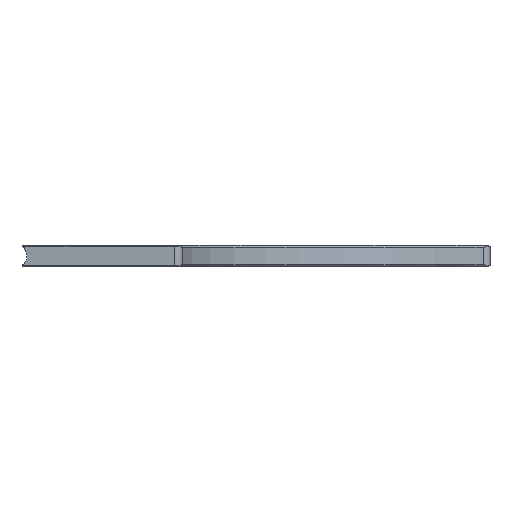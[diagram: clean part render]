
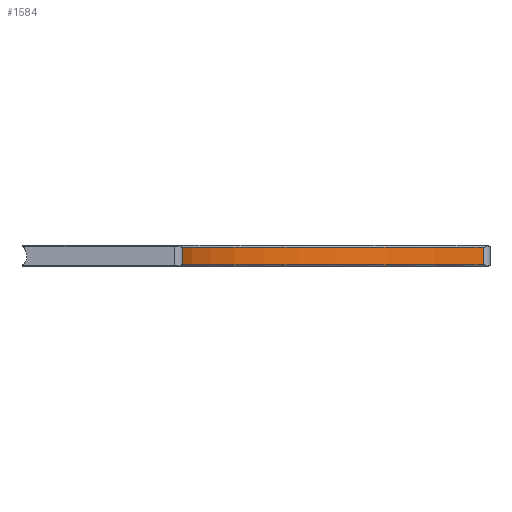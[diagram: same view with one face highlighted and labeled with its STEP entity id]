
A CAD part, left-side view. The second image highlights one B-rep face of the part: STEP entity #1584.
In plain terms, the highlighted cylindrical face has radius 139.827 mm (diameter 279.654 mm), a partial arc.
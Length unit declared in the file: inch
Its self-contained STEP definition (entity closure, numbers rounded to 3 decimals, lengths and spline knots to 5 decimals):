
#138 = DIRECTION ( 'NONE',  ( 0., 0., 1. ) ) ;
#281 = LINE ( 'NONE', #769, #4431 ) ;
#769 = CARTESIAN_POINT ( 'NONE',  ( 5.50364, 0.12222, -0.3735 ) ) ;
#840 = AXIS2_PLACEMENT_3D ( 'NONE', #3968, #5940, #2130 ) ;
#1157 = EDGE_CURVE ( 'NONE', #7276, #7788, #3969, .T. ) ;
#1461 = EDGE_CURVE ( 'NONE', #1540, #1921, #4501, .T. ) ;
#1540 = VERTEX_POINT ( 'NONE', #7263 ) ;
#1584 = ADVANCED_FACE ( 'NONE', ( #4715 ), #3439, .F. ) ;
#1749 = AXIS2_PLACEMENT_3D ( 'NONE', #8054, #138, #4929 ) ;
#1921 = VERTEX_POINT ( 'NONE', #3471 ) ;
#2015 = AXIS2_PLACEMENT_3D ( 'NONE', #3712, #2603, #6835 ) ;
#2032 = DIRECTION ( 'NONE',  ( 0., 0., 1. ) ) ;
#2130 = DIRECTION ( 'NONE',  ( 1., 0., 0. ) ) ;
#2217 = ORIENTED_EDGE ( 'NONE', *, *, #3717, .T. ) ;
#2345 = LINE ( 'NONE', #4264, #2821 ) ;
#2603 = DIRECTION ( 'NONE',  ( 0., 0., -1. ) ) ;
#2821 = VECTOR ( 'NONE', #4799, 39.37008 ) ;
#2925 = ORIENTED_EDGE ( 'NONE', *, *, #1157, .T. ) ;
#3439 = CYLINDRICAL_SURFACE ( 'NONE', #840, 5.505 ) ;
#3471 = CARTESIAN_POINT ( 'NONE',  ( 0.69684, 5.46072, -0.031 ) ) ;
#3659 = CARTESIAN_POINT ( 'NONE',  ( 5.50364, 0.12222, -0.3425 ) ) ;
#3712 = CARTESIAN_POINT ( 'NONE',  ( 0., 0., -0.3425 ) ) ;
#3717 = EDGE_CURVE ( 'NONE', #1921, #7276, #2345, .T. ) ;
#3968 = CARTESIAN_POINT ( 'NONE',  ( 0., 0., -0.3735 ) ) ;
#3969 = CIRCLE ( 'NONE', #2015, 5.505 ) ;
#4264 = CARTESIAN_POINT ( 'NONE',  ( 0.69684, 5.46072, -0.3735 ) ) ;
#4431 = VECTOR ( 'NONE', #2032, 39.37008 ) ;
#4501 = CIRCLE ( 'NONE', #1749, 5.505 ) ;
#4715 = FACE_OUTER_BOUND ( 'NONE', #4750, .T. ) ;
#4750 = EDGE_LOOP ( 'NONE', ( #5401, #2217, #2925, #7497 ) ) ;
#4799 = DIRECTION ( 'NONE',  ( 0., 0., -1. ) ) ;
#4929 = DIRECTION ( 'NONE',  ( 1., 0., 0. ) ) ;
#5401 = ORIENTED_EDGE ( 'NONE', *, *, #1461, .T. ) ;
#5490 = EDGE_CURVE ( 'NONE', #7788, #1540, #281, .T. ) ;
#5940 = DIRECTION ( 'NONE',  ( 0., 0., 1. ) ) ;
#6835 = DIRECTION ( 'NONE',  ( 1., 0., 0. ) ) ;
#7045 = CARTESIAN_POINT ( 'NONE',  ( 0.69684, 5.46072, -0.3425 ) ) ;
#7263 = CARTESIAN_POINT ( 'NONE',  ( 5.50364, 0.12222, -0.031 ) ) ;
#7276 = VERTEX_POINT ( 'NONE', #7045 ) ;
#7497 = ORIENTED_EDGE ( 'NONE', *, *, #5490, .T. ) ;
#7788 = VERTEX_POINT ( 'NONE', #3659 ) ;
#8054 = CARTESIAN_POINT ( 'NONE',  ( 0., 0., -0.031 ) ) ;
